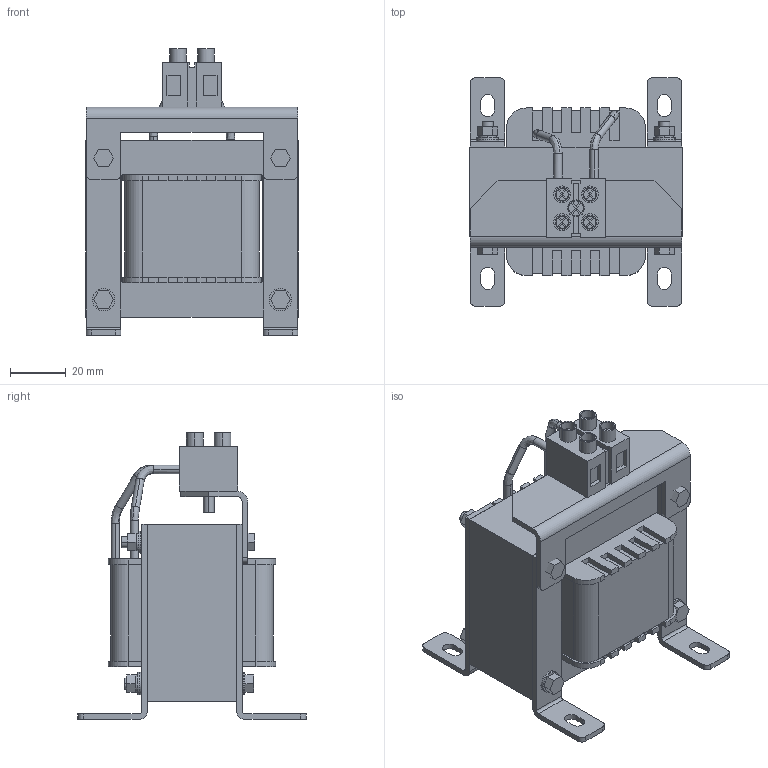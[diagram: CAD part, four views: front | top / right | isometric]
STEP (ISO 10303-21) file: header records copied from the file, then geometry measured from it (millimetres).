
FILE_DESCRIPTION (( 'STEP AP214' ), '1' );
FILE_NAME ('SKS-SACL-0006-AL or SKS-S0CL-0006-AL.STEP', '2019-03-20T06:27:33', ( 'Windows 蚚誧' ), ( 'Microsoft' ), 'SwSTEP 2.0', 'SolidWorks 2017', '' );
FILE_SCHEMA (( 'AUTOMOTIVE_DESIGN' ));
Length unit declared in the file: inch
Products named in the file (1): SKS-SACL-0006-AL or SKS-S0CL-0006-AL
Bounding box: 76.2 x 82 x 103 mm (x, y, z)
Volume: 223134.1 mm3; surface area: 83207.3 mm2
Topology: 46 solids, 46 shells, 588 faces, 1410 edges, 940 vertices
Faces by surface type: plane 438, cylinder 142, bspline 8
Entity records: 22535 total; most frequent: CARTESIAN_POINT 3059, DIRECTION 2884, ORIENTED_EDGE 2820, EDGE_CURVE 1410, LINE 1098, VECTOR 1098, VERTEX_POINT 940, AXIS2_PLACEMENT_3D 893
